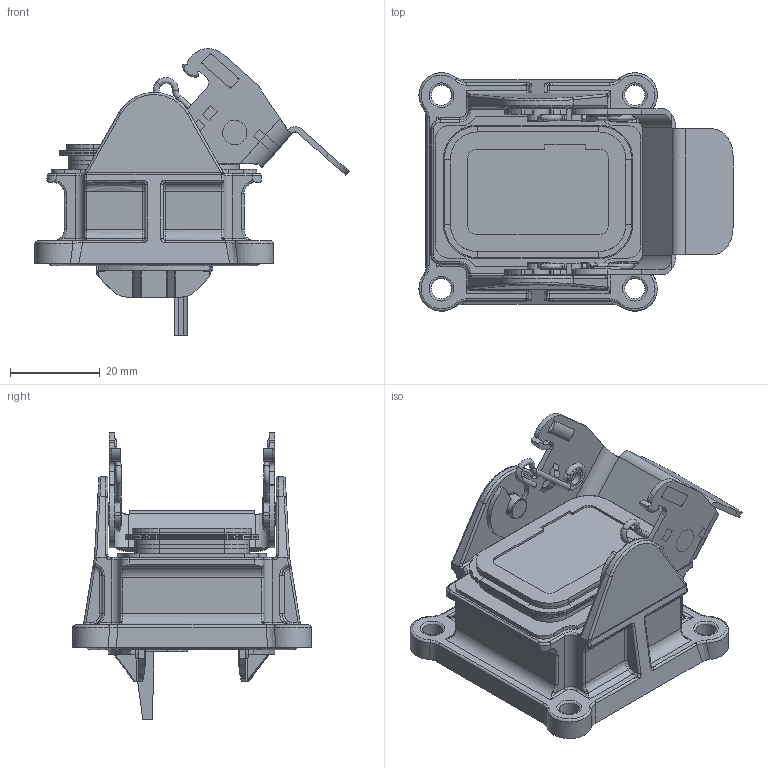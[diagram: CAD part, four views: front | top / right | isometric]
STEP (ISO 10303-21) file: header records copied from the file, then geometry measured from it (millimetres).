
FILE_DESCRIPTION(/* description */ (''),/* implementation_level */ '2;1');
FILE_NAME(/* name */ 'c148 10f001 000 1nxc001-01_214.stp',/* time_stamp */ '2023-01-27T08:50:49+01:00',/* author */ (''),/* organization */ (''),/* preprocessor_version */ 'ST-DEVELOPER v18.1',/* originating_system */ 'SIEMENS PLM Software NX 2000',/* authorisation */ '');
FILE_SCHEMA (('AUTOMOTIVE_DESIGN { 1 0 10303 214 3 1 1 1 }'));
Products named in the file (10): c148 g08 000 e1nxm001-03; c148 g07 011 e1nxm001-06; c148 n03 041 e1nxm001-08; org 45.0x2.5 nbr 70 shorenxm001-01; c148 n04 000 e1nxm001-02; c148 g15 003 e1nxm001-06; c148 g07 000 g1nxm001-01; c148 n08 040 e1nxm001-01; c148 10f001 000 1nxm001-01; c148 10f001 000 1nxc001-01
Assembly tree (10 placements, depth 4):
  c148 10f001 000 1nxc001-01
    c148 10f001 000 1nxm001-01
      c148 g15 003 e1nxm001-06
      c148 n08 040 e1nxm001-01
        c148 n03 041 e1nxm001-08
      c148 g07 000 g1nxm001-01
        c148 g07 011 e1nxm001-06
        c148 g08 000 e1nxm001-03  x2
      c148 n04 000 e1nxm001-02
      org 45.0x2.5 nbr 70 shorenxm001-01
Bounding box: 69.84 x 52.99 x 63.74 mm (x, y, z)
Volume: 77321.6 mm3; surface area: 42503.4 mm2
Topology: 8 solids, 8 shells, 1790 faces, 4550 edges, 2747 vertices
Faces by surface type: cylinder 664, plane 581, bspline 423, cone 43, torus 34, sphere 32, extrusion 13
Full cylindrical faces by diameter (mm): 2.5 x8, 3 x2, 3.5 x2, 4 x2, 4.5 x8, 5 x1, 5.7 x1, 5.8 x2, 7 x1
Entity records: 74199 total; most frequent: CARTESIAN_POINT 21557, ORIENTED_EDGE 8850, DIRECTION 8290, EDGE_CURVE 4425, AXIS2_PLACEMENT_3D 3091, VERTEX_POINT 2743, VECTOR 2108, LINE 2095
